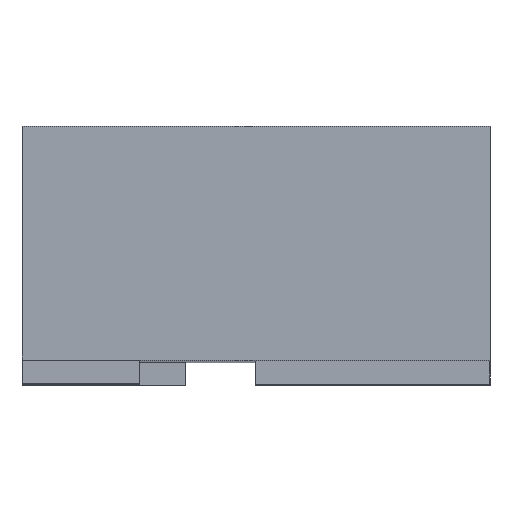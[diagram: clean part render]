
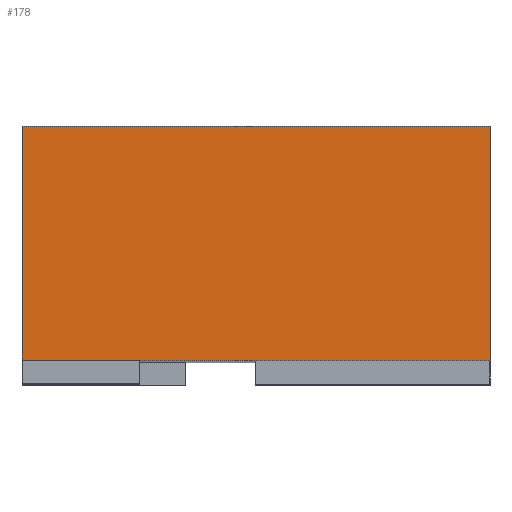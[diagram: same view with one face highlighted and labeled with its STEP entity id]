
A CAD part, top view. The second image highlights one B-rep face of the part: STEP entity #178.
In plain terms, the highlighted planar face has unit normal (0, 0, 1).
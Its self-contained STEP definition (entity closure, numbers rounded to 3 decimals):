
#178 = ADVANCED_FACE ( 'NONE', ( #3256 ), #1092, .F. ) ;
#357 = VERTEX_POINT ( 'NONE', #2649 ) ;
#398 = CARTESIAN_POINT ( 'NONE',  ( -0.5, 0.05, 1.65 ) ) ;
#523 = CARTESIAN_POINT ( 'NONE',  ( 0.5, 0.55, 1.65 ) ) ;
#539 = DIRECTION ( 'NONE',  ( 0., 1., 0. ) ) ;
#548 = LINE ( 'NONE', #398, #3493 ) ;
#625 = DIRECTION ( 'NONE',  ( -1., 0., 0. ) ) ;
#639 = DIRECTION ( 'NONE',  ( 0., 0., -1. ) ) ;
#659 = CARTESIAN_POINT ( 'NONE',  ( -0.5, 0.55, 1.65 ) ) ;
#696 = VECTOR ( 'NONE', #539, 1000. ) ;
#792 = DIRECTION ( 'NONE',  ( -1., 0., 0. ) ) ;
#815 = CARTESIAN_POINT ( 'NONE',  ( -0.5, 0.55, 1.65 ) ) ;
#1083 = ORIENTED_EDGE ( 'NONE', *, *, #4217, .T. ) ;
#1092 = PLANE ( 'NONE',  #4809 ) ;
#1230 = EDGE_LOOP ( 'NONE', ( #1688, #2416, #1083, #2736 ) ) ;
#1386 = CARTESIAN_POINT ( 'NONE',  ( 0.5, 0.55, 1.65 ) ) ;
#1688 = ORIENTED_EDGE ( 'NONE', *, *, #2327, .T. ) ;
#1704 = EDGE_CURVE ( 'NONE', #3538, #1764, #4856, .T. ) ;
#1705 = VECTOR ( 'NONE', #2129, 1000. ) ;
#1764 = VERTEX_POINT ( 'NONE', #3217 ) ;
#2129 = DIRECTION ( 'NONE',  ( -1., 0., 0. ) ) ;
#2327 = EDGE_CURVE ( 'NONE', #357, #3538, #4795, .T. ) ;
#2399 = CARTESIAN_POINT ( 'NONE',  ( 0., 0.55, 1.65 ) ) ;
#2416 = ORIENTED_EDGE ( 'NONE', *, *, #1704, .T. ) ;
#2587 = CARTESIAN_POINT ( 'NONE',  ( -0.5, 0.05, 1.65 ) ) ;
#2649 = CARTESIAN_POINT ( 'NONE',  ( 0.5, 0.05, 1.65 ) ) ;
#2736 = ORIENTED_EDGE ( 'NONE', *, *, #2775, .F. ) ;
#2751 = VECTOR ( 'NONE', #4411, 1000. ) ;
#2775 = EDGE_CURVE ( 'NONE', #357, #4941, #548, .T. ) ;
#3217 = CARTESIAN_POINT ( 'NONE',  ( -0.5, 0.55, 1.65 ) ) ;
#3256 = FACE_OUTER_BOUND ( 'NONE', #1230, .T. ) ;
#3493 = VECTOR ( 'NONE', #792, 1000. ) ;
#3538 = VERTEX_POINT ( 'NONE', #1386 ) ;
#3818 = LINE ( 'NONE', #815, #2751 ) ;
#4217 = EDGE_CURVE ( 'NONE', #1764, #4941, #3818, .T. ) ;
#4411 = DIRECTION ( 'NONE',  ( 0., -1., 0. ) ) ;
#4795 = LINE ( 'NONE', #523, #696 ) ;
#4809 = AXIS2_PLACEMENT_3D ( 'NONE', #659, #639, #625 ) ;
#4856 = LINE ( 'NONE', #2399, #1705 ) ;
#4941 = VERTEX_POINT ( 'NONE', #2587 ) ;
